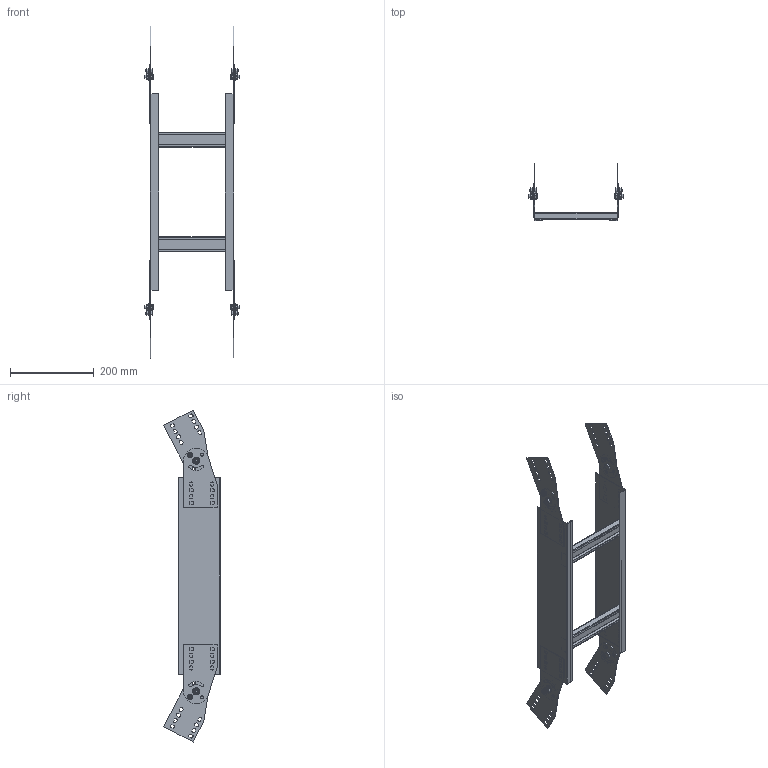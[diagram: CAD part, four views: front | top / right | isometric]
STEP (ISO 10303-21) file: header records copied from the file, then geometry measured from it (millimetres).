
FILE_DESCRIPTION (( 'STEP AP203' ), '1' );
FILE_NAME ('Óãîë âåðòèêàëüíûé øàðíèðíûé_LE1002.STEP', '2012-12-20T09:15:22', ( 'Àñååâ' ), ( '' ), 'SwSTEP 2.0', 'SolidWorks 2012', '' );
FILE_SCHEMA (( 'CONFIG_CONTROL_DESIGN' ));
Length unit declared in the file: millimetre
Products named in the file (1): 鱼铍 忮痱桕嚯 痦桊睇開LE1002
Bounding box: 229 x 135.86 x 794.48 mm (x, y, z)
Volume: 299587.8 mm3; surface area: 407785.8 mm2
Topology: 5 solids, 5 shells, 872 faces, 2183 edges, 1407 vertices
Faces by surface type: plane 486, cylinder 330, cone 48, torus 8
Full cylindrical faces by diameter (mm): 5.7 x4, 6 x8, 6.4 x4, 7 x16, 7.64 x4, 8 x8, 8.4 x4, 8.5 x8, 10 x4, 12.5 x4, 17 x4
Entity records: 26117 total; most frequent: CARTESIAN_POINT 5253, DIRECTION 4378, ORIENTED_EDGE 4080, EDGE_CURVE 2040, AXIS2_PLACEMENT_3D 1609, VERTEX_POINT 1364, EDGE_LOOP 1180, LINE 1160
